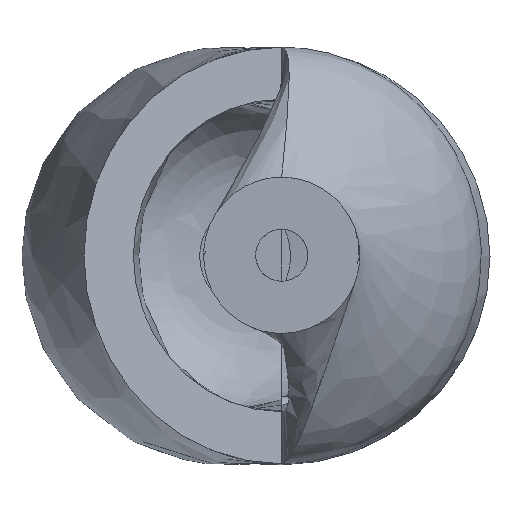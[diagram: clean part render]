
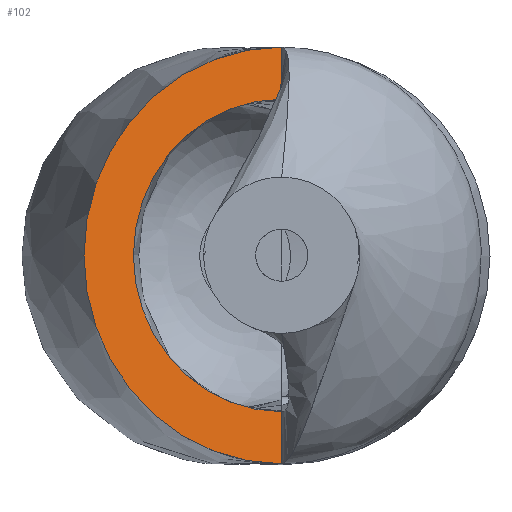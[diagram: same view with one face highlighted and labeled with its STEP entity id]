
A CAD part, top view. The second image highlights one B-rep face of the part: STEP entity #102.
In plain terms, the highlighted planar face has unit normal (0.315, 0, 0.949).
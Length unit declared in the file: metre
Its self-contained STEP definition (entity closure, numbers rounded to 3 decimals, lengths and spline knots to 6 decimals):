
#102 = ADVANCED_FACE( '', ( #226 ), #227, .T. );
#226 = FACE_OUTER_BOUND( '', #1163, .T. );
#227 = PLANE( '', #1164 );
#1163 = EDGE_LOOP( '', ( #2624, #2625, #2626, #2627 ) );
#1164 = AXIS2_PLACEMENT_3D( '', #2628, #2629, #2630 );
#2624 = ORIENTED_EDGE( '', *, *, #2834, .T. );
#2625 = ORIENTED_EDGE( '', *, *, #2835, .T. );
#2626 = ORIENTED_EDGE( '', *, *, #2836, .F. );
#2627 = ORIENTED_EDGE( '', *, *, #2837, .T. );
#2628 = CARTESIAN_POINT( '', ( 0., 0., 0.060613 ) );
#2629 = DIRECTION( '', ( 0.315, 0., 0.949 ) );
#2630 = DIRECTION( '', ( 0.949, 0., -0.315 ) );
#2834 = EDGE_CURVE( '', #2982, #2983, #2984, .T. );
#2835 = EDGE_CURVE( '', #2983, #2985, #2986, .T. );
#2836 = EDGE_CURVE( '', #2987, #2985, #2988, .T. );
#2837 = EDGE_CURVE( '', #2987, #2982, #2989, .T. );
#2982 = VERTEX_POINT( '', #3849 );
#2983 = VERTEX_POINT( '', #3850 );
#2984 = CIRCLE( '', #3851, 0.02 );
#2985 = VERTEX_POINT( '', #3852 );
#2986 = LINE( '', #3853, #3854 );
#2987 = VERTEX_POINT( '', #3855 );
#2988 = CIRCLE( '', #3856, 0.015 );
#2989 = LINE( '', #3857, #3858 );
#3849 = CARTESIAN_POINT( '', ( 0., 0.02, 0.060613 ) );
#3850 = CARTESIAN_POINT( '', ( 0., -0.02, 0.060613 ) );
#3851 = AXIS2_PLACEMENT_3D( '', #4356, #4357, #4358 );
#3852 = CARTESIAN_POINT( '', ( 0., -0.015, 0.060613 ) );
#3853 = CARTESIAN_POINT( '', ( 0., 0., 0.060613 ) );
#3854 = VECTOR( '', #4359, 1. );
#3855 = CARTESIAN_POINT( '', ( 0., 0.015, 0.060613 ) );
#3856 = AXIS2_PLACEMENT_3D( '', #4360, #4361, #4362 );
#3857 = CARTESIAN_POINT( '', ( 0., 0., 0.060613 ) );
#3858 = VECTOR( '', #4363, 1. );
#4356 = CARTESIAN_POINT( '', ( 0., 0., 0.060613 ) );
#4357 = DIRECTION( '', ( 0.315, 0., 0.949 ) );
#4358 = DIRECTION( '', ( 0.949, 0., -0.315 ) );
#4359 = DIRECTION( '', ( 0., 1., 0. ) );
#4360 = CARTESIAN_POINT( '', ( 0., 0., 0.060613 ) );
#4361 = DIRECTION( '', ( 0.315, 0., 0.949 ) );
#4362 = DIRECTION( '', ( 0.949, 0., -0.315 ) );
#4363 = DIRECTION( '', ( 0., 1., 0. ) );
